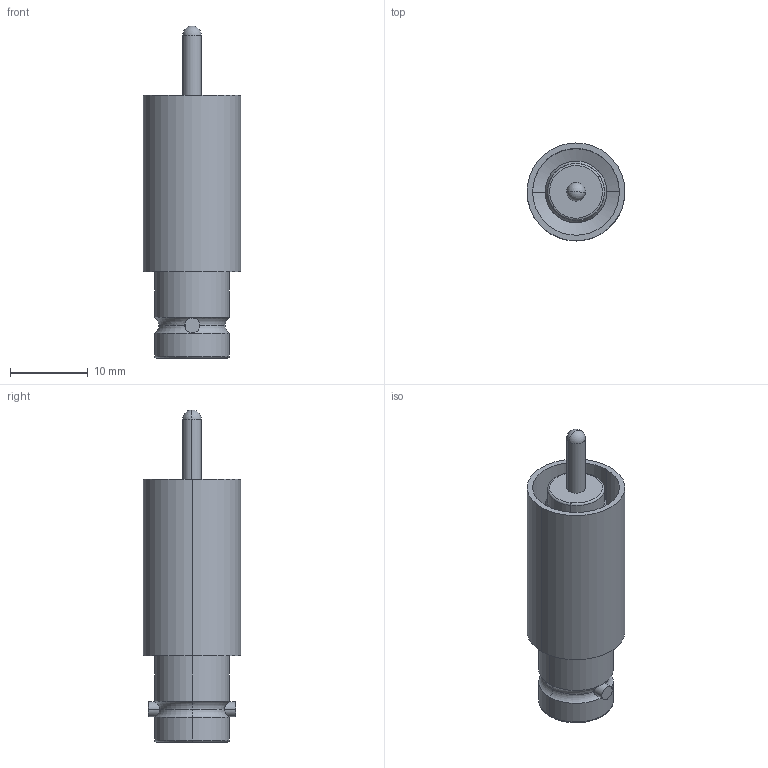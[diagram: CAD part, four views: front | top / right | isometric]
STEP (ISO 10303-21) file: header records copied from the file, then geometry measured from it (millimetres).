
FILE_DESCRIPTION (( 'STEP AP203' ), '1' );
FILE_NAME ('A0058-1-W.STEP', '2011-10-25T14:17:19', ( '' ), ( '' ), 'SwSTEP 2.0', 'SolidWorks 2011', '' );
FILE_SCHEMA (( 'CONFIG_CONTROL_DESIGN' ));
Length unit declared in the file: inch
Products named in the file (1): A0058-1-W
Bounding box: 12.57 x 12.57 x 42.67 mm (x, y, z)
Volume: 2141 mm3; surface area: 3785.9 mm2
Topology: 1 solids, 1 shells, 99 faces, 217 edges, 131 vertices
Faces by surface type: cylinder 49, plane 22, torus 16, cone 10, sphere 2
Entity records: 2860 total; most frequent: DIRECTION 541, CARTESIAN_POINT 526, ORIENTED_EDGE 426, AXIS2_PLACEMENT_3D 234, EDGE_CURVE 213, CIRCLE 134, VERTEX_POINT 129, EDGE_LOOP 112
